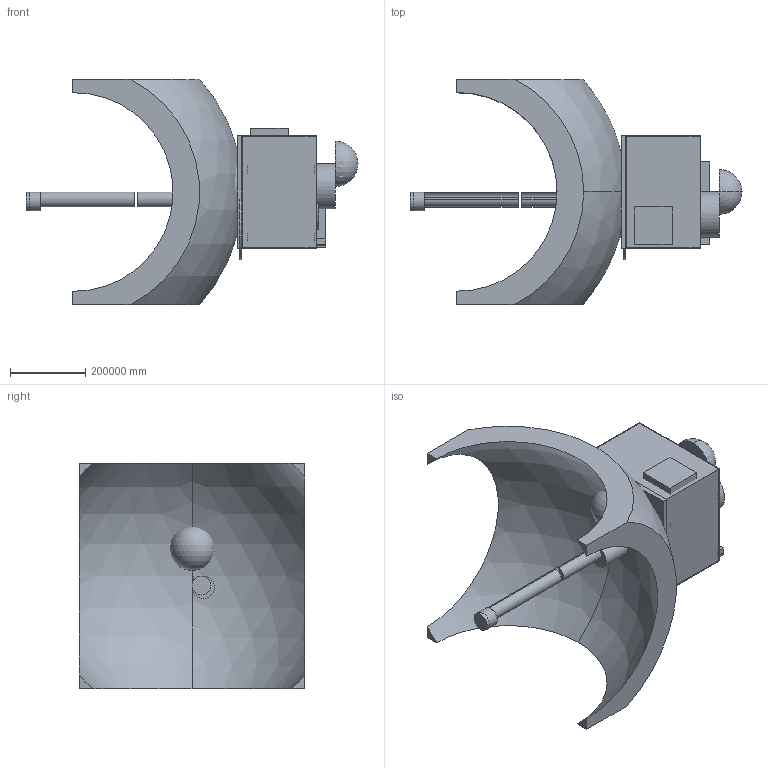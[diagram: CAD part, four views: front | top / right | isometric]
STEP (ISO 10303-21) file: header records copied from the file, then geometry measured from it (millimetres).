
FILE_DESCRIPTION(('FreeCAD Model'),'2;1');
FILE_NAME('Open CASCADE Shape Model','2025-10-19T04:58:16',('Author'),( ''),'Open CASCADE STEP processor 7.8','FreeCAD','Unknown');
FILE_SCHEMA(('AUTOMOTIVE_DESIGN { 1 0 10303 214 1 1 1 1 }'));
Length unit declared in the file: metre
Products named in the file (28): TPS_Dome; MLI; Facesheet_Outer; Core_RVC; Whipple_Shield; Facesheet_Inner; Flange_TPS; AV_1U_3; AV_1U_2; Battery_2U; AV_1U_1; CPU_Module; CPU_Radiator; SolarPanel_1; Thruster_3; SolarPanel_2; Thruster_2; Thruster_1; Thruster_4; He_Bottle_1; He_Bottle_2; Tank_Main; Arm_Fore; Arm_Upper; MUX_Connector; Arm_Shoulder; Arm_Wrist; EndEffector
Bounding box: 884000 x 600000 x 600000 mm (x, y, z)
Volume: 41109975343889896 mm3; surface area: 5529870733425.8 mm2
Topology: 28 solids, 32 shells, 174 faces, 333 edges, 217 vertices
Faces by surface type: plane 143, cylinder 24, sphere 7
Full cylindrical faces by diameter (mm): 50000 x4, 60000 x5, 70000 x1, 120000 x2, 180000 x1
Entity records: 9356 total; most frequent: CARTESIAN_POINT 1643, DIRECTION 1386, LINE 786, VECTOR 786, ORIENTED_EDGE 654, PCURVE 654, DEFINITIONAL_REPRESENTATION 654, EDGE_CURVE 327
